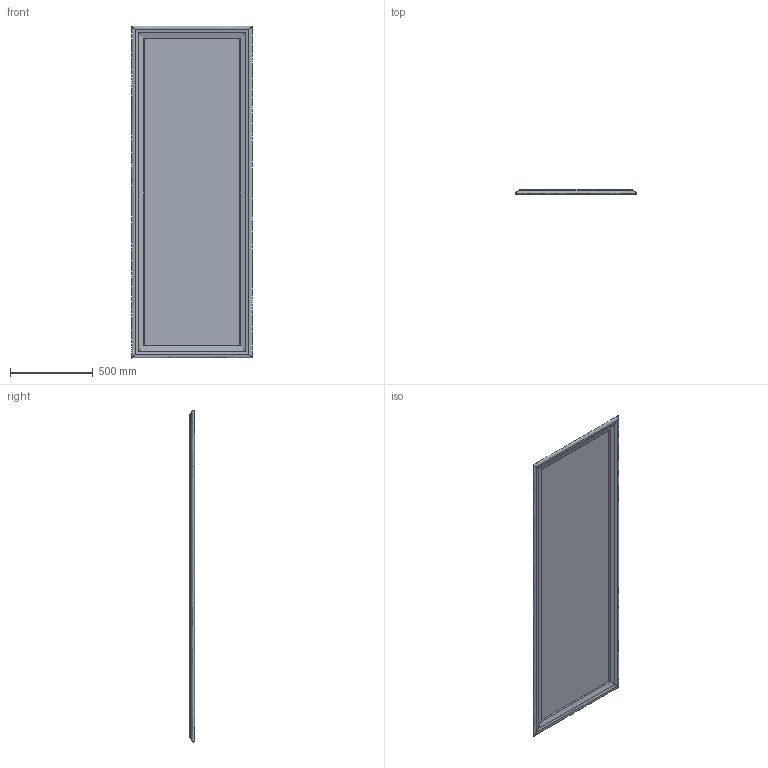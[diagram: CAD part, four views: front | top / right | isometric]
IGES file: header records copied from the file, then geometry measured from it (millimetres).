
Global section: file name: YUME cm 73x201H.igs; native system: THINKDESIGN 2009.3.110; preprocessor: PDElib Version v4.4, created Mon 02/23/2004 ; date: 20110131.160916; units: millimetre
Bounding box: 730.08 x 30.94 x 2010.08 mm (x, y, z)
Volume: 12445692.8 mm3; surface area: 3230521.5 mm2
Topology: 5 solids, 5 shells, 114 faces, 309 edges, 238 vertices
Faces by surface type: bspline 82, extrusion 32
